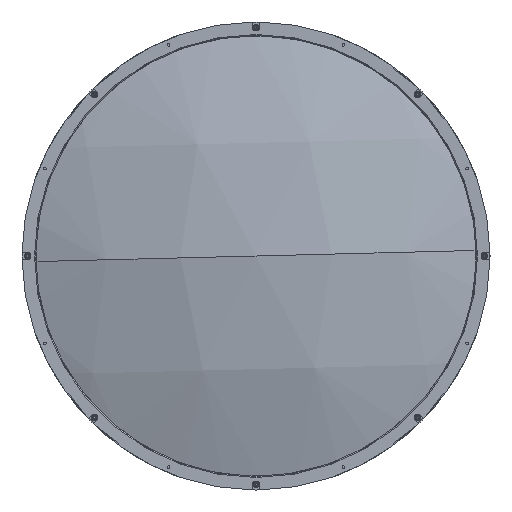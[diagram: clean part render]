
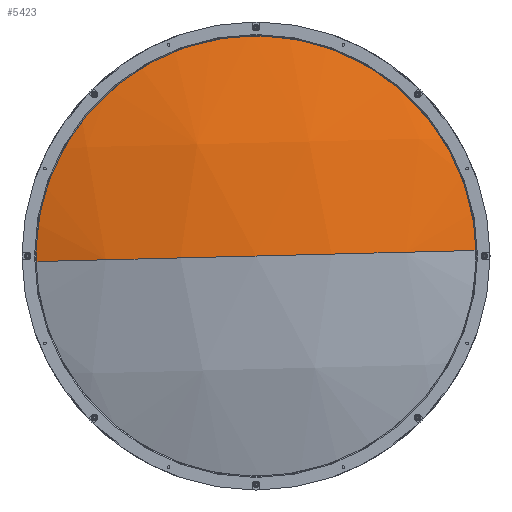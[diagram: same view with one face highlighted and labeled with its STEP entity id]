
A CAD part, left-side view. The second image highlights one B-rep face of the part: STEP entity #5423.
In plain terms, the highlighted spherical face has radius 625 mm.
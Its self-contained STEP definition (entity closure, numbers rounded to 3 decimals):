
#553 = DIRECTION ( 'NONE',  ( 0., 0.025, 1. ) ) ;
#922 = SPHERICAL_SURFACE ( 'NONE', #15012, 625. ) ;
#2073 = CIRCLE ( 'NONE', #7885, 625. ) ;
#2968 = ORIENTED_EDGE ( 'NONE', *, *, #3132, .T. ) ;
#3132 = EDGE_CURVE ( 'NONE', #5948, #3691, #12322, .T. ) ;
#3477 = EDGE_LOOP ( 'NONE', ( #5105, #2968, #16472 ) ) ;
#3656 = DIRECTION ( 'NONE',  ( 0., -1., 0.025 ) ) ;
#3691 = VERTEX_POINT ( 'NONE', #16410 ) ;
#4735 = EDGE_CURVE ( 'NONE', #13663, #5948, #15844, .T. ) ;
#5105 = ORIENTED_EDGE ( 'NONE', *, *, #4735, .T. ) ;
#5423 = ADVANCED_FACE ( 'NONE', ( #9856 ), #922, .T. ) ;
#5948 = VERTEX_POINT ( 'NONE', #10283 ) ;
#6146 = AXIS2_PLACEMENT_3D ( 'NONE', #14976, #15145, #3656 ) ;
#6423 = CARTESIAN_POINT ( 'NONE',  ( 622., 0., 0. ) ) ;
#6585 = DIRECTION ( 'NONE',  ( 0., 0.025, 1. ) ) ;
#6831 = DIRECTION ( 'NONE',  ( 0., -0.025, -1. ) ) ;
#7885 = AXIS2_PLACEMENT_3D ( 'NONE', #14466, #6831, #15720 ) ;
#8183 = DIRECTION ( 'NONE',  ( -1., 0., 0. ) ) ;
#9856 = FACE_OUTER_BOUND ( 'NONE', #3477, .T. ) ;
#10283 = CARTESIAN_POINT ( 'NONE',  ( 31.576, 204.935, -5.173 ) ) ;
#10972 = EDGE_CURVE ( 'NONE', #13663, #3691, #2073, .T. ) ;
#12262 = AXIS2_PLACEMENT_3D ( 'NONE', #15773, #8183, #553 ) ;
#12322 = CIRCLE ( 'NONE', #6146, 625. ) ;
#13663 = VERTEX_POINT ( 'NONE', #15301 ) ;
#14466 = CARTESIAN_POINT ( 'NONE',  ( 622., 0., 0. ) ) ;
#14976 = CARTESIAN_POINT ( 'NONE',  ( 622., 0., 0. ) ) ;
#15012 = AXIS2_PLACEMENT_3D ( 'NONE', #6423, #6585, #15486 ) ;
#15145 = DIRECTION ( 'NONE',  ( 0., 0.025, 1. ) ) ;
#15301 = CARTESIAN_POINT ( 'NONE',  ( 31.576, -204.935, 5.173 ) ) ;
#15486 = DIRECTION ( 'NONE',  ( 0., -1., 0.025 ) ) ;
#15720 = DIRECTION ( 'NONE',  ( 0., 1., -0.025 ) ) ;
#15773 = CARTESIAN_POINT ( 'NONE',  ( 31.576, 0., 0. ) ) ;
#15844 = CIRCLE ( 'NONE', #12262, 205. ) ;
#16410 = CARTESIAN_POINT ( 'NONE',  ( -3., 0., 0. ) ) ;
#16472 = ORIENTED_EDGE ( 'NONE', *, *, #10972, .F. ) ;
